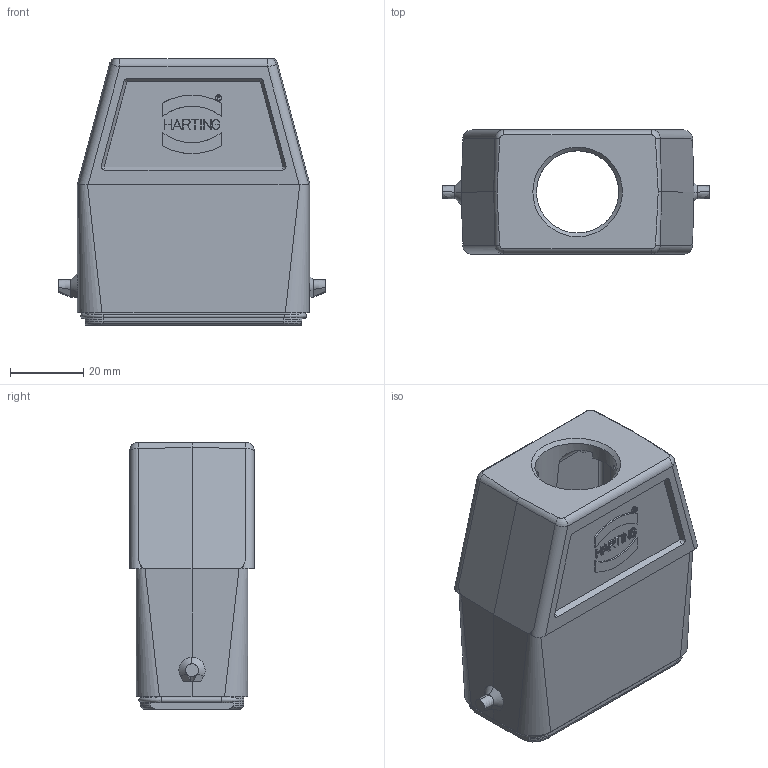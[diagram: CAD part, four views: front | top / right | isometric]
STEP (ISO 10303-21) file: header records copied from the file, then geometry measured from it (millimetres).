
FILE_DESCRIPTION(/* description */ (''),/* implementation_level */ '2;1');
FILE_NAME(/* name */ '100768437ugm000_a.stp',/* time_stamp */ '2018-03-06T13:38:13+01:00',/* author */ (''),/* organization */ (''),/* preprocessor_version */ 'ST-DEVELOPER v16',/* originating_system */ 'SIEMENS PLM Software NX 10.0',/* authorisation */ '');
FILE_SCHEMA (('AUTOMOTIVE_DESIGN { 1 0 10303 214 3 1 1 1 }'));
Length unit declared in the file: millimetre
Products named in the file (1): 100768437ugm000_a
Bounding box: 73.19 x 34 x 72.95 mm (x, y, z)
Volume: 54568.6 mm3; surface area: 26381.6 mm2
Topology: 1 solids, 1 shells, 394 faces, 1023 edges, 644 vertices
Faces by surface type: plane 189, cylinder 98, bspline 82, cone 13, extrusion 8, sphere 4
Full cylindrical faces by diameter (mm): 1.52 x1, 1.68 x1, 3 x4, 22.5 x1
Entity records: 17638 total; most frequent: CARTESIAN_POINT 6065, ORIENTED_EDGE 1980, DIRECTION 1536, EDGE_CURVE 990, VERTEX_POINT 632, VECTOR 588, LINE 580, AXIS2_PLACEMENT_3D 474
